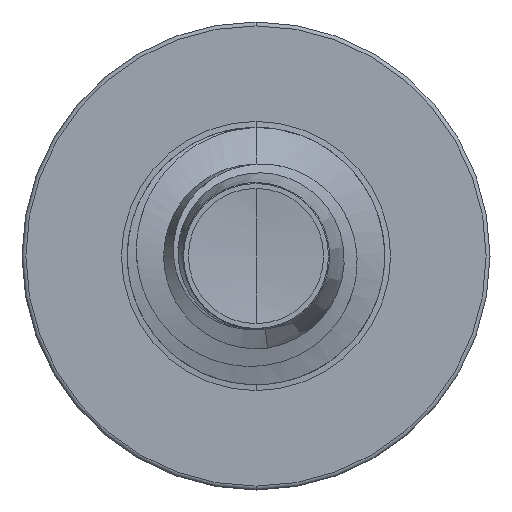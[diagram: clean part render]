
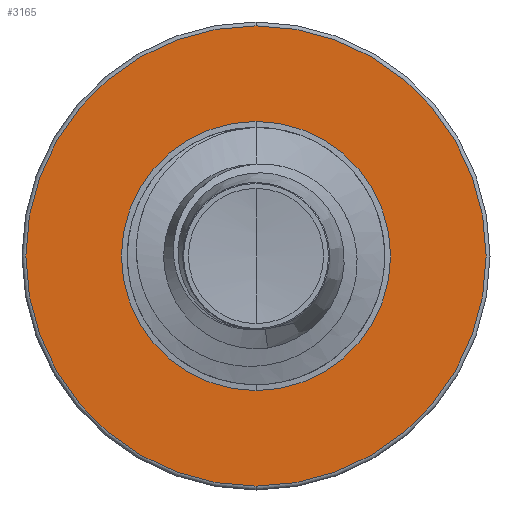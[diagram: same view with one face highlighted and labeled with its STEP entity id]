
A CAD part, front view. The second image highlights one B-rep face of the part: STEP entity #3165.
In plain terms, the highlighted planar face has unit normal (0, -1, 0).
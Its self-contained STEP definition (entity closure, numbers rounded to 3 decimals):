
#1007 = AXIS2_PLACEMENT_3D ( 'NONE', #4040, #2919, #2907 ) ;
#1178 = AXIS2_PLACEMENT_3D ( 'NONE', #7632, #7590, #7586 ) ;
#1328 = CIRCLE ( 'NONE', #1007, 1.15 ) ;
#1339 = FACE_BOUND ( 'NONE', #7701, .T. ) ;
#1713 = AXIS2_PLACEMENT_3D ( 'NONE', #7257, #7225, #7222 ) ;
#2155 = EDGE_LOOP ( 'NONE', ( #5993, #7919 ) ) ;
#2250 = EDGE_CURVE ( 'NONE', #7757, #2742, #7377, .T. ) ;
#2615 = FACE_OUTER_BOUND ( 'NONE', #2155, .T. ) ;
#2742 = VERTEX_POINT ( 'NONE', #3873 ) ;
#2907 = DIRECTION ( 'NONE',  ( 0., 0., 1. ) ) ;
#2919 = DIRECTION ( 'NONE',  ( 0., 1., 0. ) ) ;
#3104 = DIRECTION ( 'NONE',  ( 0., 0., 1. ) ) ;
#3112 = DIRECTION ( 'NONE',  ( 0., 1., 0. ) ) ;
#3122 = CARTESIAN_POINT ( 'NONE',  ( 0., 3., 0. ) ) ;
#3165 = ADVANCED_FACE ( 'NONE', ( #2615, #1339 ), #3381, .F. ) ;
#3363 = DIRECTION ( 'NONE',  ( 0., 0., 1. ) ) ;
#3372 = DIRECTION ( 'NONE',  ( 0., 1., 0. ) ) ;
#3381 = PLANE ( 'NONE',  #4003 ) ;
#3435 = EDGE_CURVE ( 'NONE', #5076, #4990, #6367, .T. ) ;
#3474 = CARTESIAN_POINT ( 'NONE',  ( 0., 3., -1.15 ) ) ;
#3506 = AXIS2_PLACEMENT_3D ( 'NONE', #3122, #3112, #3104 ) ;
#3802 = CARTESIAN_POINT ( 'NONE',  ( 0., 3., 1.15 ) ) ;
#3873 = CARTESIAN_POINT ( 'NONE',  ( 0., 3., -1.15 ) ) ;
#4003 = AXIS2_PLACEMENT_3D ( 'NONE', #3474, #3372, #3363 ) ;
#4040 = CARTESIAN_POINT ( 'NONE',  ( 0., 3., 0. ) ) ;
#4842 = EDGE_CURVE ( 'NONE', #4990, #5076, #6255, .T. ) ;
#4990 = VERTEX_POINT ( 'NONE', #6884 ) ;
#5076 = VERTEX_POINT ( 'NONE', #5401 ) ;
#5401 = CARTESIAN_POINT ( 'NONE',  ( 0., 3., 1.967 ) ) ;
#5827 = EDGE_CURVE ( 'NONE', #2742, #7757, #1328, .T. ) ;
#5929 = ORIENTED_EDGE ( 'NONE', *, *, #5827, .T. ) ;
#5967 = ORIENTED_EDGE ( 'NONE', *, *, #2250, .T. ) ;
#5993 = ORIENTED_EDGE ( 'NONE', *, *, #3435, .F. ) ;
#6255 = CIRCLE ( 'NONE', #1178, 1.967 ) ;
#6367 = CIRCLE ( 'NONE', #3506, 1.967 ) ;
#6884 = CARTESIAN_POINT ( 'NONE',  ( 0., 3., -1.967 ) ) ;
#7222 = DIRECTION ( 'NONE',  ( 0., 0., 1. ) ) ;
#7225 = DIRECTION ( 'NONE',  ( 0., 1., 0. ) ) ;
#7257 = CARTESIAN_POINT ( 'NONE',  ( 0., 3., 0. ) ) ;
#7377 = CIRCLE ( 'NONE', #1713, 1.15 ) ;
#7586 = DIRECTION ( 'NONE',  ( 0., 0., 1. ) ) ;
#7590 = DIRECTION ( 'NONE',  ( 0., 1., 0. ) ) ;
#7632 = CARTESIAN_POINT ( 'NONE',  ( 0., 3., 0. ) ) ;
#7701 = EDGE_LOOP ( 'NONE', ( #5967, #5929 ) ) ;
#7757 = VERTEX_POINT ( 'NONE', #3802 ) ;
#7919 = ORIENTED_EDGE ( 'NONE', *, *, #4842, .F. ) ;
